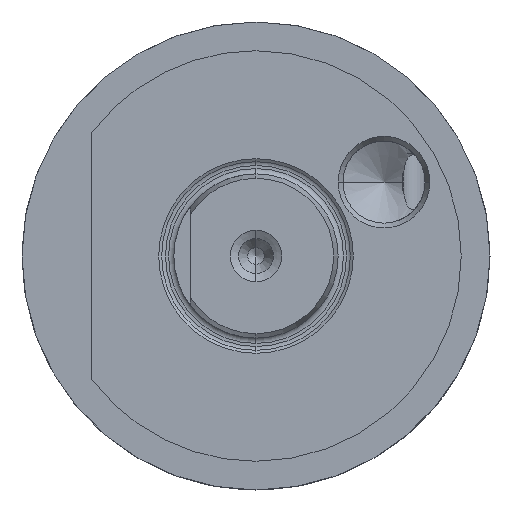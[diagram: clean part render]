
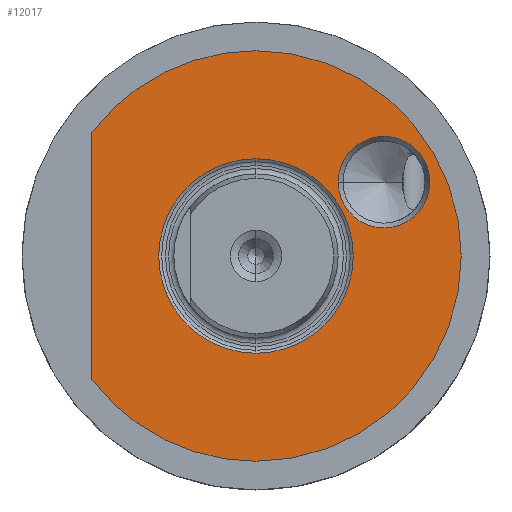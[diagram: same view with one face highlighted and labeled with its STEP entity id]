
A CAD part, left-side view. The second image highlights one B-rep face of the part: STEP entity #12017.
In plain terms, the highlighted planar face has unit normal (-1, 0, 0).
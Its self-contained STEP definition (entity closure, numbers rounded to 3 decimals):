
#33 = CIRCLE ( 'NONE', #4304, 11.85 ) ;
#482 = FACE_BOUND ( 'NONE', #24966, .T. ) ;
#810 = ORIENTED_EDGE ( 'NONE', *, *, #1683, .T. ) ;
#1096 = CARTESIAN_POINT ( 'NONE',  ( 0., 0., 25. ) ) ;
#1359 = DIRECTION ( 'NONE',  ( 0., 0., 1. ) ) ;
#1461 = AXIS2_PLACEMENT_3D ( 'NONE', #10604, #12909, #21974 ) ;
#1683 = EDGE_CURVE ( 'NONE', #11778, #11602, #25490, .T. ) ;
#1908 = DIRECTION ( 'NONE',  ( 1., 0., 0. ) ) ;
#1912 = DIRECTION ( 'NONE',  ( 0., -1., 0. ) ) ;
#2867 = EDGE_CURVE ( 'NONE', #20136, #11778, #14679, .T. ) ;
#4144 = ORIENTED_EDGE ( 'NONE', *, *, #27895, .F. ) ;
#4304 = AXIS2_PLACEMENT_3D ( 'NONE', #26845, #22292, #20160 ) ;
#4455 = EDGE_LOOP ( 'NONE', ( #8196, #10082 ) ) ;
#4510 = ORIENTED_EDGE ( 'NONE', *, *, #10771, .T. ) ;
#4880 = CARTESIAN_POINT ( 'NONE',  ( 0., -15.588, 9. ) ) ;
#5087 = CIRCLE ( 'NONE', #22414, 5.577 ) ;
#6098 = CARTESIAN_POINT ( 'NONE',  ( 0., 0., -11.85 ) ) ;
#6526 = FACE_BOUND ( 'NONE', #4455, .T. ) ;
#7022 = LINE ( 'NONE', #23648, #24492 ) ;
#7136 = DIRECTION ( 'NONE',  ( 0., -1., 0. ) ) ;
#7144 = EDGE_CURVE ( 'NONE', #21356, #19844, #33, .T. ) ;
#7721 = DIRECTION ( 'NONE',  ( 0., 0., 1. ) ) ;
#8052 = CARTESIAN_POINT ( 'NONE',  ( 0., -21.166, 9. ) ) ;
#8196 = ORIENTED_EDGE ( 'NONE', *, *, #7144, .F. ) ;
#8534 = CARTESIAN_POINT ( 'NONE',  ( 0., 0., 0. ) ) ;
#9637 = EDGE_CURVE ( 'NONE', #19844, #21356, #14517, .T. ) ;
#9699 = CARTESIAN_POINT ( 'NONE',  ( 0., 0., -25. ) ) ;
#10082 = ORIENTED_EDGE ( 'NONE', *, *, #9637, .F. ) ;
#10604 = CARTESIAN_POINT ( 'NONE',  ( 0., 0., 0. ) ) ;
#10771 = EDGE_CURVE ( 'NONE', #11602, #25185, #13681, .T. ) ;
#10963 = CARTESIAN_POINT ( 'NONE',  ( 0., 0., 11.85 ) ) ;
#11067 = DIRECTION ( 'NONE',  ( -1., 0., 0. ) ) ;
#11502 = AXIS2_PLACEMENT_3D ( 'NONE', #8534, #1908, #29163 ) ;
#11602 = VERTEX_POINT ( 'NONE', #1096 ) ;
#11687 = AXIS2_PLACEMENT_3D ( 'NONE', #12723, #11067, #7721 ) ;
#11726 = CARTESIAN_POINT ( 'NONE',  ( 0., 20., -15. ) ) ;
#11778 = VERTEX_POINT ( 'NONE', #9699 ) ;
#12017 = ADVANCED_FACE ( 'NONE', ( #482, #12584, #6526 ), #24276, .F. ) ;
#12584 = FACE_OUTER_BOUND ( 'NONE', #17648, .T. ) ;
#12723 = CARTESIAN_POINT ( 'NONE',  ( 0., 0., 0. ) ) ;
#12909 = DIRECTION ( 'NONE',  ( -1., 0., 0. ) ) ;
#13204 = VERTEX_POINT ( 'NONE', #8052 ) ;
#13681 = CIRCLE ( 'NONE', #29112, 25. ) ;
#13804 = AXIS2_PLACEMENT_3D ( 'NONE', #19071, #17009, #1359 ) ;
#14127 = EDGE_CURVE ( 'NONE', #20136, #25185, #7022, .T. ) ;
#14300 = CARTESIAN_POINT ( 'NONE',  ( 0., -10.011, 9. ) ) ;
#14517 = CIRCLE ( 'NONE', #11687, 11.85 ) ;
#14679 = CIRCLE ( 'NONE', #1461, 25. ) ;
#14704 = DIRECTION ( 'NONE',  ( 0., 0., 1. ) ) ;
#15153 = ORIENTED_EDGE ( 'NONE', *, *, #2867, .T. ) ;
#15545 = DIRECTION ( 'NONE',  ( -1., 0., 0. ) ) ;
#15569 = ORIENTED_EDGE ( 'NONE', *, *, #24291, .F. ) ;
#16594 = DIRECTION ( 'NONE',  ( -1., 0., 0. ) ) ;
#17009 = DIRECTION ( 'NONE',  ( -1., 0., 0. ) ) ;
#17180 = AXIS2_PLACEMENT_3D ( 'NONE', #29167, #15545, #1912 ) ;
#17648 = EDGE_LOOP ( 'NONE', ( #15153, #810, #4510, #23038 ) ) ;
#19071 = CARTESIAN_POINT ( 'NONE',  ( 0., 0., 0. ) ) ;
#19844 = VERTEX_POINT ( 'NONE', #6098 ) ;
#20136 = VERTEX_POINT ( 'NONE', #11726 ) ;
#20160 = DIRECTION ( 'NONE',  ( 0., 0., 1. ) ) ;
#20776 = DIRECTION ( 'NONE',  ( -1., 0., 0. ) ) ;
#21356 = VERTEX_POINT ( 'NONE', #10963 ) ;
#21974 = DIRECTION ( 'NONE',  ( 0., 0., 1. ) ) ;
#22292 = DIRECTION ( 'NONE',  ( -1., 0., 0. ) ) ;
#22414 = AXIS2_PLACEMENT_3D ( 'NONE', #4880, #20776, #7136 ) ;
#23038 = ORIENTED_EDGE ( 'NONE', *, *, #14127, .F. ) ;
#23648 = CARTESIAN_POINT ( 'NONE',  ( 0., 20., -15. ) ) ;
#24276 = PLANE ( 'NONE',  #11502 ) ;
#24291 = EDGE_CURVE ( 'NONE', #27168, #13204, #5087, .T. ) ;
#24492 = VECTOR ( 'NONE', #14704, 1000. ) ;
#24966 = EDGE_LOOP ( 'NONE', ( #4144, #15569 ) ) ;
#25185 = VERTEX_POINT ( 'NONE', #26676 ) ;
#25490 = CIRCLE ( 'NONE', #13804, 25. ) ;
#25622 = CARTESIAN_POINT ( 'NONE',  ( 0., 0., 0. ) ) ;
#26139 = CIRCLE ( 'NONE', #17180, 5.577 ) ;
#26676 = CARTESIAN_POINT ( 'NONE',  ( 0., 20., 15. ) ) ;
#26845 = CARTESIAN_POINT ( 'NONE',  ( 0., 0., 0. ) ) ;
#27168 = VERTEX_POINT ( 'NONE', #14300 ) ;
#27895 = EDGE_CURVE ( 'NONE', #13204, #27168, #26139, .T. ) ;
#29078 = DIRECTION ( 'NONE',  ( 0., 0., 1. ) ) ;
#29112 = AXIS2_PLACEMENT_3D ( 'NONE', #25622, #16594, #29078 ) ;
#29163 = DIRECTION ( 'NONE',  ( 0., 0., -1. ) ) ;
#29167 = CARTESIAN_POINT ( 'NONE',  ( 0., -15.588, 9. ) ) ;
